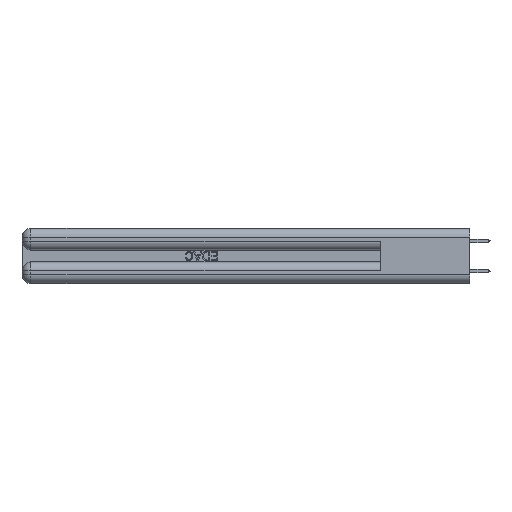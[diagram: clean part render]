
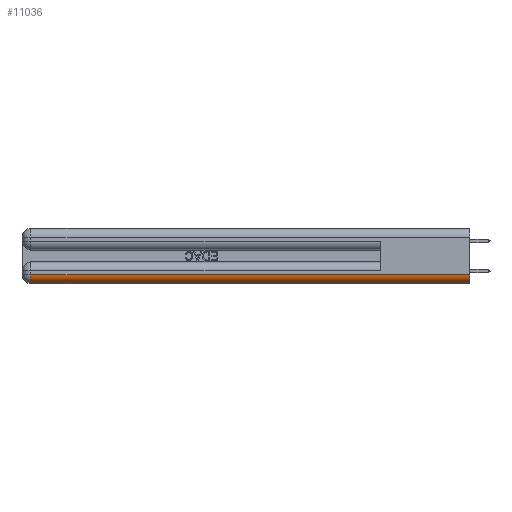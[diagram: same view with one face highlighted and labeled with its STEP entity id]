
A CAD part, left-side view. The second image highlights one B-rep face of the part: STEP entity #11036.
In plain terms, the highlighted cylindrical face has radius 1.524 mm (diameter 3.048 mm), a partial arc.
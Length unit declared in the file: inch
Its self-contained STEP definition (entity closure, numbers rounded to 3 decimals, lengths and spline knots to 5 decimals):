
#8 = DIRECTION ( 'NONE',  ( 0., 1., 0. ) ) ;
#2591 = AXIS2_PLACEMENT_3D ( 'NONE', #26595, #36423, #15702 ) ;
#2880 = EDGE_CURVE ( 'NONE', #31795, #12813, #3819, .T. ) ;
#3247 = EDGE_LOOP ( 'NONE', ( #7920, #28256, #16995, #13901 ) ) ;
#3819 = LINE ( 'NONE', #4749, #12998 ) ;
#4749 = CARTESIAN_POINT ( 'NONE',  ( 0., 0., 0.06 ) ) ;
#4777 = LINE ( 'NONE', #10807, #27953 ) ;
#6009 = DIRECTION ( 'NONE',  ( 0., 0., 1. ) ) ;
#6290 = DIRECTION ( 'NONE',  ( 0., 1., 0. ) ) ;
#6341 = AXIS2_PLACEMENT_3D ( 'NONE', #41100, #37484, #20408 ) ;
#7920 = ORIENTED_EDGE ( 'NONE', *, *, #15560, .F. ) ;
#10807 = CARTESIAN_POINT ( 'NONE',  ( 0.06, 3., 0. ) ) ;
#11036 = ADVANCED_FACE ( 'NONE', ( #28569 ), #17192, .T. ) ;
#11092 = CARTESIAN_POINT ( 'NONE',  ( 0.06, 2.94, 0. ) ) ;
#12813 = VERTEX_POINT ( 'NONE', #18442 ) ;
#12998 = VECTOR ( 'NONE', #25112, 39.37008 ) ;
#13901 = ORIENTED_EDGE ( 'NONE', *, *, #37764, .F. ) ;
#15560 = EDGE_CURVE ( 'NONE', #12813, #22247, #20053, .T. ) ;
#15702 = DIRECTION ( 'NONE',  ( 0., 0., 1. ) ) ;
#16995 = ORIENTED_EDGE ( 'NONE', *, *, #29221, .F. ) ;
#17192 = CYLINDRICAL_SURFACE ( 'NONE', #6341, 0.06 ) ;
#18442 = CARTESIAN_POINT ( 'NONE',  ( 0., 0., 0.06 ) ) ;
#19715 = CARTESIAN_POINT ( 'NONE',  ( 0.06, 2.94, 0.06 ) ) ;
#20053 = CIRCLE ( 'NONE', #2591, 0.06 ) ;
#20408 = DIRECTION ( 'NONE',  ( 0., 0., 1. ) ) ;
#22247 = VERTEX_POINT ( 'NONE', #39496 ) ;
#25112 = DIRECTION ( 'NONE',  ( 0., -1., 0. ) ) ;
#26595 = CARTESIAN_POINT ( 'NONE',  ( 0.06, 0., 0.06 ) ) ;
#27953 = VECTOR ( 'NONE', #8, 39.37008 ) ;
#28256 = ORIENTED_EDGE ( 'NONE', *, *, #2880, .F. ) ;
#28569 = FACE_OUTER_BOUND ( 'NONE', #3247, .T. ) ;
#29221 = EDGE_CURVE ( 'NONE', #42073, #31795, #41779, .T. ) ;
#31795 = VERTEX_POINT ( 'NONE', #44436 ) ;
#33025 = AXIS2_PLACEMENT_3D ( 'NONE', #19715, #6290, #6009 ) ;
#36423 = DIRECTION ( 'NONE',  ( 0., -1., 0. ) ) ;
#37484 = DIRECTION ( 'NONE',  ( 0., 1., 0. ) ) ;
#37764 = EDGE_CURVE ( 'NONE', #22247, #42073, #4777, .T. ) ;
#39496 = CARTESIAN_POINT ( 'NONE',  ( 0.06, 0., 0. ) ) ;
#41100 = CARTESIAN_POINT ( 'NONE',  ( 0.06, 0., 0.06 ) ) ;
#41779 = CIRCLE ( 'NONE', #33025, 0.06 ) ;
#42073 = VERTEX_POINT ( 'NONE', #11092 ) ;
#44436 = CARTESIAN_POINT ( 'NONE',  ( 0., 2.94, 0.06 ) ) ;
